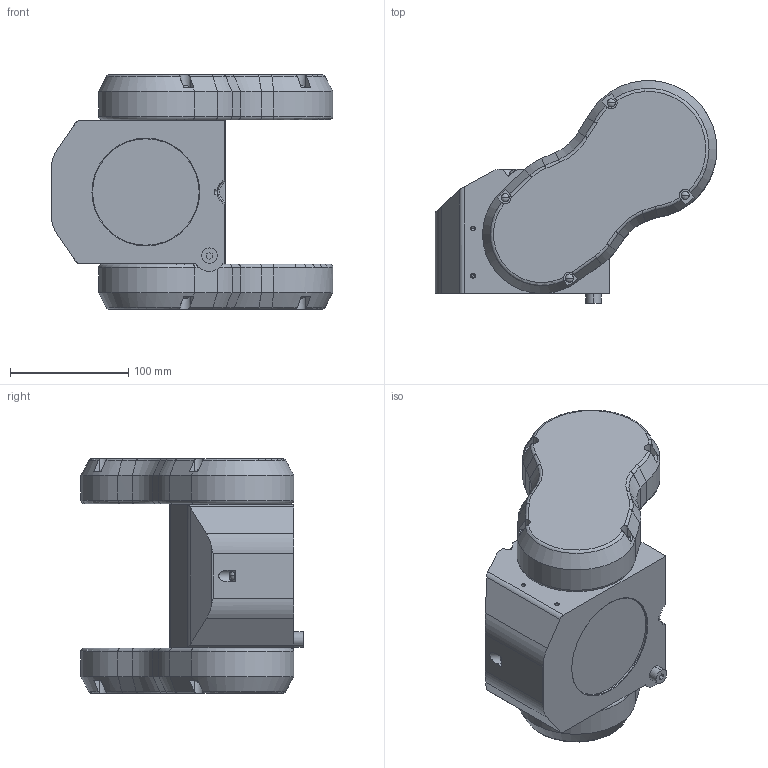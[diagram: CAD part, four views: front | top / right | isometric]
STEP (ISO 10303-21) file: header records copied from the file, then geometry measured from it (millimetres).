
FILE_DESCRIPTION((''),'2;1');
FILE_NAME('_J1_C4','2019-08-25T10:55:26',('arco0'),(''),'CREO PARAMETRIC BY PTC INC, 2018420','CREO PARAMETRIC BY PTC INC, 2018420','');
FILE_SCHEMA(('AUTOMOTIVE_DESIGN { 1 0 10303 214 1 1 1 1 }'));
Length unit declared in the file: millimetre
Products named in the file (1): _J1_C4
Bounding box: 238 x 187.91 x 198 mm (x, y, z)
Volume: 3081696.8 mm3; surface area: 195984.6 mm2
Topology: 1 solids, 3 shells, 319 faces, 858 edges, 536 vertices
Faces by surface type: plane 122, cylinder 113, cone 31, torus 31, sphere 22
Entity records: 12367 total; most frequent: CARTESIAN_POINT 2197, DIRECTION 1668, ORIENTED_EDGE 1656, EDGE_CURVE 828, AXIS2_PLACEMENT_3D 637, VERTEX_POINT 536, VECTOR 394, LINE 394
